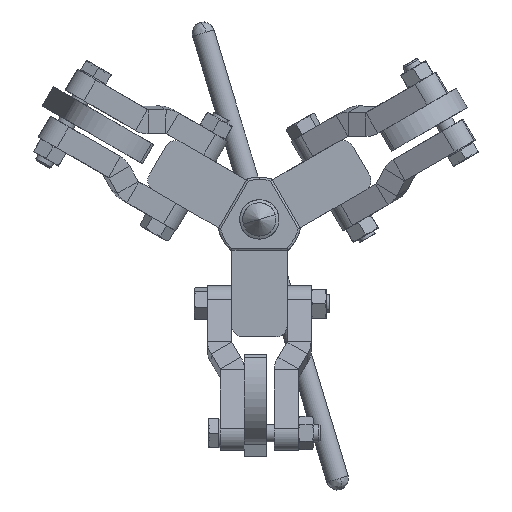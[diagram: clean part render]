
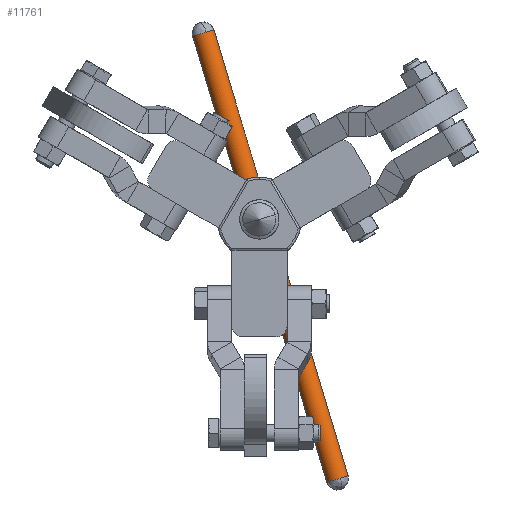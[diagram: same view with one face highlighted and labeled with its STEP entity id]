
A CAD part, front view. The second image highlights one B-rep face of the part: STEP entity #11761.
In plain terms, the highlighted free-form (B-spline) face has degree [2, 1] with [5, 2] control points.
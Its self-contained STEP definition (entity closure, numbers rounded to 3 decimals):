
#11568 = VERTEX_POINT('',#11569);
#11569 = CARTESIAN_POINT('',(444.875,38.134,
    288.272));
#11575 = EDGE_CURVE('',#11568,#11576,#11578,.T.);
#11576 = VERTEX_POINT('',#11577);
#11577 = CARTESIAN_POINT('',(521.837,38.134,
    32.488));
#11578 = B_SPLINE_CURVE_WITH_KNOTS('',1,(#11579,#11580),.UNSPECIFIED.,
  .F.,.F.,(2,2),(-204.749,5.251),
  .PIECEWISE_BEZIER_KNOTS.);
#11579 = CARTESIAN_POINT('',(444.875,38.134,
    288.272));
#11580 = CARTESIAN_POINT('',(521.837,38.134,
    32.488));
#11591 = VERTEX_POINT('',#11592);
#11592 = CARTESIAN_POINT('',(510.142,34.58,
    28.969));
#11598 = EDGE_CURVE('',#11599,#11591,#11601,.T.);
#11599 = VERTEX_POINT('',#11600);
#11600 = CARTESIAN_POINT('',(433.18,34.58,
    284.754));
#11601 = B_SPLINE_CURVE_WITH_KNOTS('',1,(#11602,#11603),.UNSPECIFIED.,
  .F.,.F.,(2,2),(-204.749,5.251),
  .PIECEWISE_BEZIER_KNOTS.);
#11602 = CARTESIAN_POINT('',(433.18,34.58,
    284.754));
#11603 = CARTESIAN_POINT('',(510.142,34.58,
    28.969));
#11628 = VERTEX_POINT('',#11629);
#11629 = CARTESIAN_POINT('',(440.729,30.251,
    287.025));
#11642 = EDGE_CURVE('',#11628,#11599,#11643,.T.);
#11643 = ( BOUNDED_CURVE() B_SPLINE_CURVE(2,(#11644,#11645,#11646),
.UNSPECIFIED.,.F.,.F.) B_SPLINE_CURVE_WITH_KNOTS((3,3),(4.712,
6.283),.PIECEWISE_BEZIER_KNOTS.) CURVE() 
GEOMETRIC_REPRESENTATION_ITEM() RATIONAL_B_SPLINE_CURVE((1.,
0.707,1.)) REPRESENTATION_ITEM('') );
#11644 = CARTESIAN_POINT('',(440.729,30.251,
    287.025));
#11645 = CARTESIAN_POINT('',(434.882,28.474,
    285.265));
#11646 = CARTESIAN_POINT('',(433.18,34.58,
    284.754));
#11668 = EDGE_CURVE('',#11576,#11669,#11671,.T.);
#11669 = VERTEX_POINT('',#11670);
#11670 = CARTESIAN_POINT('',(517.691,30.251,
    31.241));
#11671 = ( BOUNDED_CURVE() B_SPLINE_CURVE(2,(#11672,#11673,#11674),
.UNSPECIFIED.,.F.,.F.) B_SPLINE_CURVE_WITH_KNOTS((3,3),(3.142,
4.712),.PIECEWISE_BEZIER_KNOTS.) CURVE() 
GEOMETRIC_REPRESENTATION_ITEM() RATIONAL_B_SPLINE_CURVE((1.,
0.707,1.)) REPRESENTATION_ITEM('') );
#11672 = CARTESIAN_POINT('',(521.837,38.134,
    32.488));
#11673 = CARTESIAN_POINT('',(523.539,32.028,
    33.));
#11674 = CARTESIAN_POINT('',(517.691,30.251,
    31.241));
#11710 = EDGE_CURVE('',#11669,#11591,#11711,.T.);
#11711 = ( BOUNDED_CURVE() B_SPLINE_CURVE(2,(#11712,#11713,#11714),
.UNSPECIFIED.,.F.,.F.) B_SPLINE_CURVE_WITH_KNOTS((3,3),(4.712,
6.283),.PIECEWISE_BEZIER_KNOTS.) CURVE() 
GEOMETRIC_REPRESENTATION_ITEM() RATIONAL_B_SPLINE_CURVE((1.,
0.707,1.)) REPRESENTATION_ITEM('') );
#11712 = CARTESIAN_POINT('',(517.691,30.251,
    31.241));
#11713 = CARTESIAN_POINT('',(511.843,28.474,
    29.481));
#11714 = CARTESIAN_POINT('',(510.142,34.58,
    28.969));
#11739 = EDGE_CURVE('',#11568,#11628,#11740,.T.);
#11740 = ( BOUNDED_CURVE() B_SPLINE_CURVE(2,(#11741,#11742,#11743),
.UNSPECIFIED.,.F.,.F.) B_SPLINE_CURVE_WITH_KNOTS((3,3),(3.142,
4.712),.PIECEWISE_BEZIER_KNOTS.) CURVE() 
GEOMETRIC_REPRESENTATION_ITEM() RATIONAL_B_SPLINE_CURVE((1.,
0.707,1.)) REPRESENTATION_ITEM('') );
#11741 = CARTESIAN_POINT('',(444.875,38.134,
    288.272));
#11742 = CARTESIAN_POINT('',(446.577,32.028,
    288.784));
#11743 = CARTESIAN_POINT('',(440.729,30.251,
    287.025));
#11761 = ADVANCED_FACE('',(#11762),#11770,.T.);
#11762 = FACE_BOUND('',#11763,.T.);
#11763 = EDGE_LOOP('',(#11764,#11765,#11766,#11767,#11768,#11769));
#11764 = ORIENTED_EDGE('',*,*,#11575,.F.);
#11765 = ORIENTED_EDGE('',*,*,#11739,.T.);
#11766 = ORIENTED_EDGE('',*,*,#11642,.T.);
#11767 = ORIENTED_EDGE('',*,*,#11598,.T.);
#11768 = ORIENTED_EDGE('',*,*,#11710,.F.);
#11769 = ORIENTED_EDGE('',*,*,#11668,.F.);
#11770 = ( BOUNDED_SURFACE() B_SPLINE_SURFACE(2,1,(
    (#11771,#11772)
    ,(#11773,#11774)
    ,(#11775,#11776)
    ,(#11777,#11778)
    ,(#11779,#11780
)),.UNSPECIFIED.,.F.,.F.,.F.) B_SPLINE_SURFACE_WITH_KNOTS((3,2,3),(2,2),
  (3.142,4.712,6.283),(-204.749,
    5.251),.PIECEWISE_BEZIER_KNOTS.) 
GEOMETRIC_REPRESENTATION_ITEM() RATIONAL_B_SPLINE_SURFACE((
    (1.,1.)
    ,(0.707,0.707)
    ,(1.,1.)
    ,(0.707,0.707)
,(1.,1.))) REPRESENTATION_ITEM('') SURFACE() );
#11771 = CARTESIAN_POINT('',(444.875,38.134,
    288.272));
#11772 = CARTESIAN_POINT('',(521.837,38.134,
    32.488));
#11773 = CARTESIAN_POINT('',(446.577,32.028,
    288.784));
#11774 = CARTESIAN_POINT('',(523.539,32.028,
    33.));
#11775 = CARTESIAN_POINT('',(440.729,30.251,
    287.025));
#11776 = CARTESIAN_POINT('',(517.691,30.251,
    31.241));
#11777 = CARTESIAN_POINT('',(434.882,28.474,
    285.265));
#11778 = CARTESIAN_POINT('',(511.843,28.474,
    29.481));
#11779 = CARTESIAN_POINT('',(433.18,34.58,
    284.754));
#11780 = CARTESIAN_POINT('',(510.142,34.58,
    28.969));
